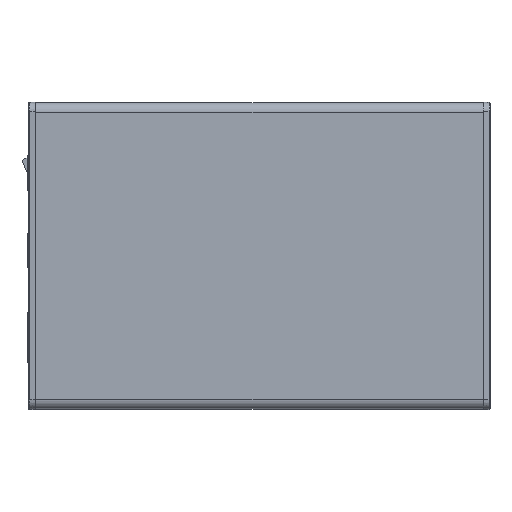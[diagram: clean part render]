
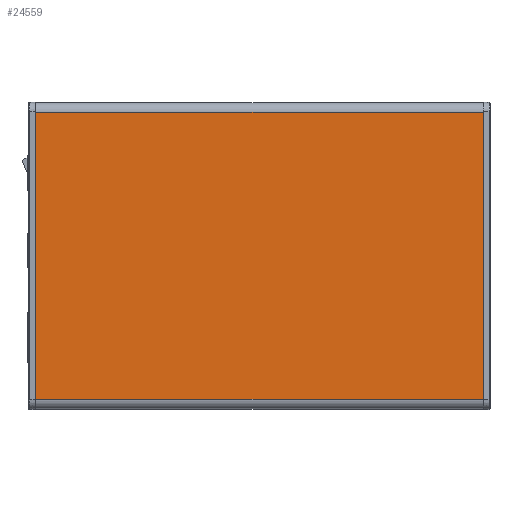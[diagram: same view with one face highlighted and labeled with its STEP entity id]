
A CAD part, top view. The second image highlights one B-rep face of the part: STEP entity #24559.
In plain terms, the highlighted planar face has unit normal (0, 0, 1).
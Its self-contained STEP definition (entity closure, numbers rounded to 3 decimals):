
#2972 = DIRECTION ( 'NONE',  ( 0., -1., 0. ) ) ;
#6766 = PLANE ( 'NONE',  #46871 ) ;
#11893 = LINE ( 'NONE', #37655, #98760 ) ;
#13781 = CARTESIAN_POINT ( 'NONE',  ( -116.5, 74.75, 94.5 ) ) ;
#15211 = VERTEX_POINT ( 'NONE', #61870 ) ;
#15711 = FACE_OUTER_BOUND ( 'NONE', #57873, .T. ) ;
#19351 = VERTEX_POINT ( 'NONE', #60273 ) ;
#20026 = CARTESIAN_POINT ( 'NONE',  ( -116.5, -74.75, 94.5 ) ) ;
#22655 = CARTESIAN_POINT ( 'NONE',  ( 116.5, -74.75, 94.5 ) ) ;
#23905 = ORIENTED_EDGE ( 'NONE', *, *, #80443, .T. ) ;
#24559 = ADVANCED_FACE ( 'NONE', ( #15711 ), #6766, .T. ) ;
#32236 = LINE ( 'NONE', #13781, #33751 ) ;
#32687 = DIRECTION ( 'NONE',  ( 1., 0., 0. ) ) ;
#33044 = CARTESIAN_POINT ( 'NONE',  ( -116.5, 79.75, 94.5 ) ) ;
#33751 = VECTOR ( 'NONE', #81979, 1000. ) ;
#37655 = CARTESIAN_POINT ( 'NONE',  ( -116.5, 79.75, 94.5 ) ) ;
#41612 = CARTESIAN_POINT ( 'NONE',  ( -116.5, -74.75, 94.5 ) ) ;
#46871 = AXIS2_PLACEMENT_3D ( 'NONE', #33044, #57650, #83899 ) ;
#52259 = DIRECTION ( 'NONE',  ( 0., 1., 0. ) ) ;
#53812 = VERTEX_POINT ( 'NONE', #22655 ) ;
#57650 = DIRECTION ( 'NONE',  ( 0., 0., 1. ) ) ;
#57873 = EDGE_LOOP ( 'NONE', ( #103813, #92001, #23905, #102630 ) ) ;
#60273 = CARTESIAN_POINT ( 'NONE',  ( -116.5, 74.75, 94.5 ) ) ;
#61870 = CARTESIAN_POINT ( 'NONE',  ( 116.5, 74.75, 94.5 ) ) ;
#70157 = VECTOR ( 'NONE', #32687, 1000. ) ;
#79060 = CARTESIAN_POINT ( 'NONE',  ( 116.5, 79.75, 94.5 ) ) ;
#80443 = EDGE_CURVE ( 'NONE', #53812, #15211, #94756, .T. ) ;
#81979 = DIRECTION ( 'NONE',  ( -1., 0., 0. ) ) ;
#83899 = DIRECTION ( 'NONE',  ( 1., 0., 0. ) ) ;
#87876 = EDGE_CURVE ( 'NONE', #100651, #53812, #91914, .T. ) ;
#88123 = EDGE_CURVE ( 'NONE', #19351, #100651, #11893, .T. ) ;
#91914 = LINE ( 'NONE', #41612, #70157 ) ;
#92001 = ORIENTED_EDGE ( 'NONE', *, *, #87876, .T. ) ;
#94756 = LINE ( 'NONE', #79060, #107956 ) ;
#98760 = VECTOR ( 'NONE', #2972, 1000. ) ;
#99870 = EDGE_CURVE ( 'NONE', #15211, #19351, #32236, .T. ) ;
#100651 = VERTEX_POINT ( 'NONE', #20026 ) ;
#102630 = ORIENTED_EDGE ( 'NONE', *, *, #99870, .T. ) ;
#103813 = ORIENTED_EDGE ( 'NONE', *, *, #88123, .T. ) ;
#107956 = VECTOR ( 'NONE', #52259, 1000. ) ;
